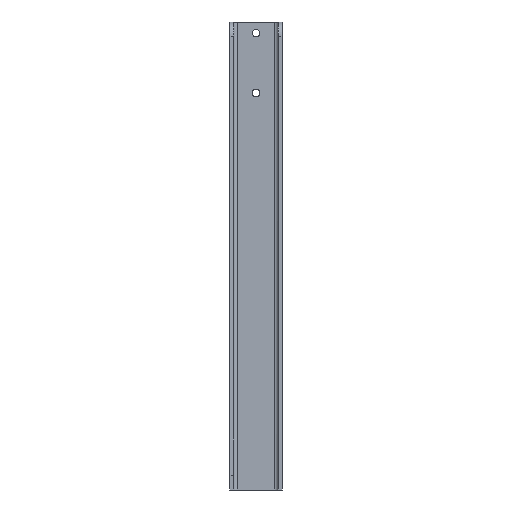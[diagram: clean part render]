
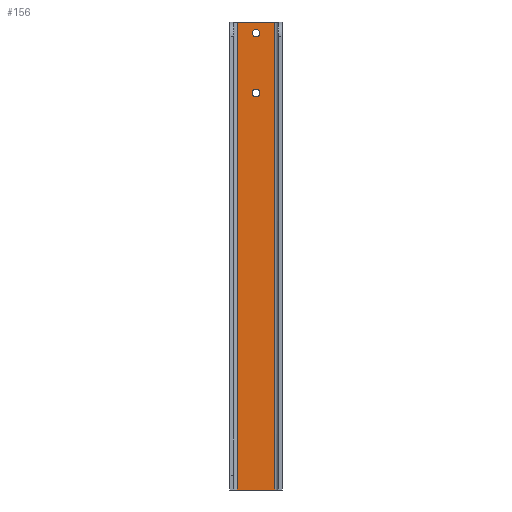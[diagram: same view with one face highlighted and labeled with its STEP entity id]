
A CAD part, front view. The second image highlights one B-rep face of the part: STEP entity #156.
In plain terms, the highlighted free-form (B-spline) face has degree [1, 1] with [2, 2] control points.
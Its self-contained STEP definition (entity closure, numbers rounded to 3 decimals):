
#5 = CARTESIAN_POINT ( 'NONE',  ( 38.071, -5., 528. ) ) ;
#9 = B_SPLINE_SURFACE_WITH_KNOTS ( 'NONE', 1, 1, ( 
 ( #750, #77 ),
 ( #663, #953 ) ),
 .UNSPECIFIED., .F., .F., .F.,
 ( 2, 2 ),
 ( 2, 2 ),
 ( 0., 1. ),
 ( 0., 1. ),
 .UNSPECIFIED. ) ;
#22 = CARTESIAN_POINT ( 'NONE',  ( 36.307, -5., 527.129 ) ) ;
#23 = CARTESIAN_POINT ( 'NONE',  ( 31., -5., 535.071 ) ) ;
#28 = CARTESIAN_POINT ( 'NONE',  ( 35.657, -5., 537. ) ) ;
#29 = CARTESIAN_POINT ( 'NONE',  ( 60., -5., 627. ) ) ;
#35 = CARTESIAN_POINT ( 'NONE',  ( 39.368, -5., 534.52 ) ) ;
#53 = FACE_BOUND ( 'NONE', #812, .T. ) ;
#77 = CARTESIAN_POINT ( 'NONE',  ( 10., -5., 627. ) ) ;
#104 = ORIENTED_EDGE ( 'NONE', *, *, #921, .F. ) ;
#106 = CARTESIAN_POINT ( 'NONE',  ( 30., -5., 532.657 ) ) ;
#112 = CARTESIAN_POINT ( 'NONE',  ( 40., -5., 531.343 ) ) ;
#125 = EDGE_CURVE ( 'NONE', #267, #348, #230, .T. ) ;
#139 = FACE_BOUND ( 'NONE', #519, .T. ) ;
#142 = CARTESIAN_POINT ( 'NONE',  ( 30., -5., 602. ) ) ;
#156 = ADVANCED_FACE ( 'NONE', ( #139, #53, #363 ), #9, .T. ) ;
#169 = ORIENTED_EDGE ( 'NONE', *, *, #446, .T. ) ;
#173 = CARTESIAN_POINT ( 'NONE',  ( 39.871, -5., 530.693 ) ) ;
#177 = CARTESIAN_POINT ( 'NONE',  ( 60., -5., 627. ) ) ;
#181 = CARTESIAN_POINT ( 'NONE',  ( 38.071, -5., 536. ) ) ;
#184 = CARTESIAN_POINT ( 'NONE',  ( 33.693, -5., 536.871 ) ) ;
#202 = CARTESIAN_POINT ( 'NONE',  ( 30., -5., 612. ) ) ;
#213 = B_SPLINE_CURVE_WITH_KNOTS ( 'NONE', 3,
 ( #781, #112, #173, #773, #414, #5, #476, #22, #224, #322, #304, #629, #833, #919, #240, #549, #353, #418 ),
 .UNSPECIFIED., .F., .F.,
 ( 4, 2, 2, 2, 2, 2, 2, 2, 4 ),
 ( 0., 0.393, 0.785, 1.178, 1.571, 1.963, 2.356, 2.749, 3.142 ),
 .UNSPECIFIED. ) ;
#214 = B_SPLINE_CURVE_WITH_KNOTS ( 'NONE', 1,
 ( #838, #462 ),
 .UNSPECIFIED., .F., .F.,
 ( 2, 2 ),
 ( 0., 1. ),
 .UNSPECIFIED. ) ;
#221 = ORIENTED_EDGE ( 'NONE', *, *, #830, .T. ) ;
#224 = CARTESIAN_POINT ( 'NONE',  ( 35.657, -5., 527. ) ) ;
#230 = B_SPLINE_CURVE_WITH_KNOTS ( 'NONE', 1,
 ( #799, #439 ),
 .UNSPECIFIED., .F., .F.,
 ( 2, 2 ),
 ( 0., 1. ),
 .UNSPECIFIED. ) ;
#240 = CARTESIAN_POINT ( 'NONE',  ( 30.632, -5., 529.48 ) ) ;
#241 = CARTESIAN_POINT ( 'NONE',  ( 32.48, -5., 536.368 ) ) ;
#246 = B_SPLINE_CURVE_WITH_KNOTS ( 'NONE', 1,
 ( #746, #467 ),
 .UNSPECIFIED., .F., .F.,
 ( 2, 2 ),
 ( 0., 1. ),
 .UNSPECIFIED. ) ;
#249 = VERTEX_POINT ( 'NONE', #867 ) ;
#254 = CARTESIAN_POINT ( 'NONE',  ( 34.343, -5., 537. ) ) ;
#267 = VERTEX_POINT ( 'NONE', #29 ) ;
#274 = ORIENTED_EDGE ( 'NONE', *, *, #860, .T. ) ;
#304 = CARTESIAN_POINT ( 'NONE',  ( 33.693, -5., 527.129 ) ) ;
#322 = CARTESIAN_POINT ( 'NONE',  ( 34.343, -5., 527. ) ) ;
#329 = CARTESIAN_POINT ( 'NONE',  ( 36.307, -5., 536.871 ) ) ;
#333 = CARTESIAN_POINT ( 'NONE',  ( 39.871, -5., 533.307 ) ) ;
#348 = VERTEX_POINT ( 'NONE', #543 ) ;
#353 = CARTESIAN_POINT ( 'NONE',  ( 30., -5., 531.343 ) ) ;
#363 = FACE_OUTER_BOUND ( 'NONE', #755, .T. ) ;
#365 = CARTESIAN_POINT ( 'NONE',  ( 30., -5., 612. ) ) ;
#372 = EDGE_CURVE ( 'NONE', #914, #466, #680, .T. ) ;
#381 = CARTESIAN_POINT ( 'NONE',  ( 40., -5., 614.929 ) ) ;
#384 = EDGE_CURVE ( 'NONE', #348, #249, #246, .T. ) ;
#402 = CARTESIAN_POINT ( 'NONE',  ( 30.129, -5., 533.307 ) ) ;
#405 = EDGE_CURVE ( 'NONE', #249, #493, #214, .T. ) ;
#414 = CARTESIAN_POINT ( 'NONE',  ( 39., -5., 528.929 ) ) ;
#418 = CARTESIAN_POINT ( 'NONE',  ( 30., -5., 532. ) ) ;
#439 = CARTESIAN_POINT ( 'NONE',  ( 10., -5., 627. ) ) ;
#446 = EDGE_CURVE ( 'NONE', #585, #503, #894, .T. ) ;
#447 = CARTESIAN_POINT ( 'NONE',  ( 40., -5., 602. ) ) ;
#451 = CARTESIAN_POINT ( 'NONE',  ( 35., -5., 617. ) ) ;
#462 = CARTESIAN_POINT ( 'NONE',  ( 60., -5., 0. ) ) ;
#466 = VERTEX_POINT ( 'NONE', #365 ) ;
#467 = CARTESIAN_POINT ( 'NONE',  ( 10., -5., 0. ) ) ;
#476 = CARTESIAN_POINT ( 'NONE',  ( 37.52, -5., 527.632 ) ) ;
#477 = CARTESIAN_POINT ( 'NONE',  ( 30., -5., 532. ) ) ;
#493 = VERTEX_POINT ( 'NONE', #665 ) ;
#500 = CARTESIAN_POINT ( 'NONE',  ( 40., -5., 532. ) ) ;
#503 = VERTEX_POINT ( 'NONE', #500 ) ;
#519 = EDGE_LOOP ( 'NONE', ( #274, #169 ) ) ;
#523 = CARTESIAN_POINT ( 'NONE',  ( 32.071, -5., 617. ) ) ;
#529 = CARTESIAN_POINT ( 'NONE',  ( 30., -5., 614.929 ) ) ;
#543 = CARTESIAN_POINT ( 'NONE',  ( 10., -5., 627. ) ) ;
#549 = CARTESIAN_POINT ( 'NONE',  ( 30.129, -5., 530.693 ) ) ;
#563 = CARTESIAN_POINT ( 'NONE',  ( 40., -5., 532. ) ) ;
#569 = CARTESIAN_POINT ( 'NONE',  ( 40., -5., 612. ) ) ;
#570 = B_SPLINE_CURVE_WITH_KNOTS ( 'NONE', 1,
 ( #926, #177 ),
 .UNSPECIFIED., .F., .F.,
 ( 2, 2 ),
 ( 0., 1. ),
 .UNSPECIFIED. ) ;
#585 = VERTEX_POINT ( 'NONE', #903 ) ;
#593 = CARTESIAN_POINT ( 'NONE',  ( 40., -5., 612. ) ) ;
#610 =( BOUNDED_CURVE ( )  B_SPLINE_CURVE ( 3, ( #202, #142, #447, #593 ),
 .UNSPECIFIED., .F., .T. ) 
 B_SPLINE_CURVE_WITH_KNOTS ( ( 4, 4 ),
 ( -3.142, 0. ),
 .UNSPECIFIED. ) 
 CURVE ( )  GEOMETRIC_REPRESENTATION_ITEM ( )  RATIONAL_B_SPLINE_CURVE ( ( 1., 0.333, 0.333, 1. ) ) 
 REPRESENTATION_ITEM ( '' )  );
#617 = ORIENTED_EDGE ( 'NONE', *, *, #372, .F. ) ;
#629 = CARTESIAN_POINT ( 'NONE',  ( 32.48, -5., 527.632 ) ) ;
#635 = CARTESIAN_POINT ( 'NONE',  ( 37.52, -5., 536.368 ) ) ;
#646 = ORIENTED_EDGE ( 'NONE', *, *, #125, .T. ) ;
#663 = CARTESIAN_POINT ( 'NONE',  ( 60., -5., 0. ) ) ;
#665 = CARTESIAN_POINT ( 'NONE',  ( 60., -5., 0. ) ) ;
#680 =( BOUNDED_CURVE ( )  B_SPLINE_CURVE ( 3, ( #895, #381, #898, #451, #523, #529, #763 ),
 .UNSPECIFIED., .F., .T. ) 
 B_SPLINE_CURVE_WITH_KNOTS ( ( 4, 3, 4 ),
 ( -3.142, -1.571, 0. ),
 .UNSPECIFIED. ) 
 CURVE ( )  GEOMETRIC_REPRESENTATION_ITEM ( )  RATIONAL_B_SPLINE_CURVE ( ( 1., 0.805, 0.805, 1., 0.805, 0.805, 1. ) ) 
 REPRESENTATION_ITEM ( '' )  );
#695 = ORIENTED_EDGE ( 'NONE', *, *, #384, .T. ) ;
#701 = CARTESIAN_POINT ( 'NONE',  ( 30.632, -5., 534.52 ) ) ;
#711 = CARTESIAN_POINT ( 'NONE',  ( 39., -5., 535.071 ) ) ;
#714 = CARTESIAN_POINT ( 'NONE',  ( 40., -5., 532.657 ) ) ;
#746 = CARTESIAN_POINT ( 'NONE',  ( 10., -5., 627. ) ) ;
#750 = CARTESIAN_POINT ( 'NONE',  ( 10., -5., 0. ) ) ;
#755 = EDGE_LOOP ( 'NONE', ( #646, #695, #885, #221 ) ) ;
#763 = CARTESIAN_POINT ( 'NONE',  ( 30., -5., 612. ) ) ;
#773 = CARTESIAN_POINT ( 'NONE',  ( 39.368, -5., 529.48 ) ) ;
#781 = CARTESIAN_POINT ( 'NONE',  ( 40., -5., 532. ) ) ;
#799 = CARTESIAN_POINT ( 'NONE',  ( 60., -5., 627. ) ) ;
#812 = EDGE_LOOP ( 'NONE', ( #104, #617 ) ) ;
#830 = EDGE_CURVE ( 'NONE', #493, #267, #570, .T. ) ;
#833 = CARTESIAN_POINT ( 'NONE',  ( 31.929, -5., 528. ) ) ;
#838 = CARTESIAN_POINT ( 'NONE',  ( 10., -5., 0. ) ) ;
#860 = EDGE_CURVE ( 'NONE', #503, #585, #213, .T. ) ;
#867 = CARTESIAN_POINT ( 'NONE',  ( 10., -5., 0. ) ) ;
#885 = ORIENTED_EDGE ( 'NONE', *, *, #405, .T. ) ;
#894 = B_SPLINE_CURVE_WITH_KNOTS ( 'NONE', 3,
 ( #477, #106, #402, #701, #23, #922, #241, #184, #254, #28, #329, #635, #181, #711, #35, #333, #714, #563 ),
 .UNSPECIFIED., .F., .F.,
 ( 4, 2, 2, 2, 2, 2, 2, 2, 4 ),
 ( 0., 0.393, 0.785, 1.178, 1.571, 1.963, 2.356, 2.749, 3.142 ),
 .UNSPECIFIED. ) ;
#895 = CARTESIAN_POINT ( 'NONE',  ( 40., -5., 612. ) ) ;
#898 = CARTESIAN_POINT ( 'NONE',  ( 37.929, -5., 617. ) ) ;
#903 = CARTESIAN_POINT ( 'NONE',  ( 30., -5., 532. ) ) ;
#914 = VERTEX_POINT ( 'NONE', #569 ) ;
#919 = CARTESIAN_POINT ( 'NONE',  ( 31., -5., 528.929 ) ) ;
#921 = EDGE_CURVE ( 'NONE', #466, #914, #610, .T. ) ;
#922 = CARTESIAN_POINT ( 'NONE',  ( 31.929, -5., 536. ) ) ;
#926 = CARTESIAN_POINT ( 'NONE',  ( 60., -5., 0. ) ) ;
#953 = CARTESIAN_POINT ( 'NONE',  ( 60., -5., 627. ) ) ;
